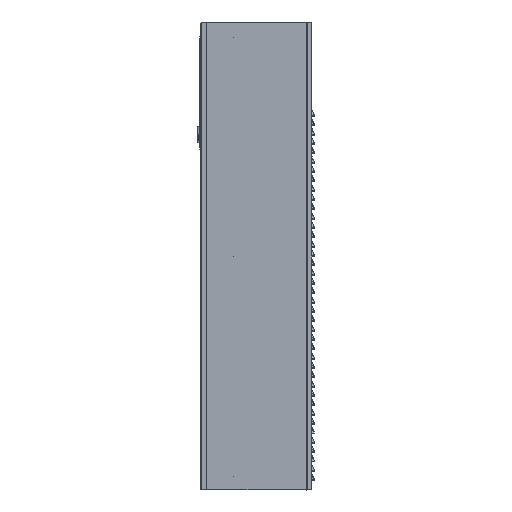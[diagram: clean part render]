
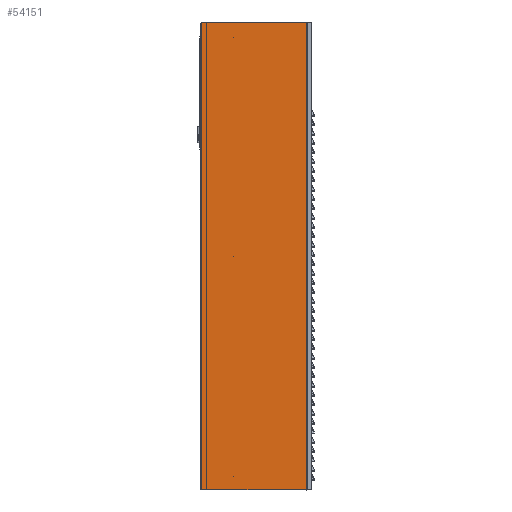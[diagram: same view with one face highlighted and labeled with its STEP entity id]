
A CAD part, left-side view. The second image highlights one B-rep face of the part: STEP entity #54151.
In plain terms, the highlighted planar face has unit normal (1, 0, 0).
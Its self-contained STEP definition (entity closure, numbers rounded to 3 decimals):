
#54151=ADVANCED_FACE('',(#62977,#61061,#61062,#61063),#209064,.T.);
#61061=FACE_BOUND('',#71054,.T.);
#61062=FACE_BOUND('',#71055,.T.);
#61063=FACE_BOUND('',#71056,.T.);
#62977=FACE_OUTER_BOUND('',#71053,.T.);
#71053=EDGE_LOOP('',(#86790,#86791,#86792,#86793));
#71054=EDGE_LOOP('',(#86794));
#71055=EDGE_LOOP('',(#86795));
#71056=EDGE_LOOP('',(#86796));
#86790=ORIENTED_EDGE('',*,*,#121947,.T.);
#86791=ORIENTED_EDGE('',*,*,#121948,.T.);
#86792=ORIENTED_EDGE('',*,*,#121949,.T.);
#86793=ORIENTED_EDGE('',*,*,#121950,.T.);
#86794=ORIENTED_EDGE('',*,*,#121951,.F.);
#86795=ORIENTED_EDGE('',*,*,#121952,.F.);
#86796=ORIENTED_EDGE('',*,*,#121953,.F.);
#121947=EDGE_CURVE('',#182783,#182784,#156291,.T.);
#121948=EDGE_CURVE('',#182784,#182785,#156292,.T.);
#121949=EDGE_CURVE('',#182785,#182786,#156293,.T.);
#121950=EDGE_CURVE('',#182786,#182783,#156294,.T.);
#121951=EDGE_CURVE('',#182787,#182787,#148397,.T.);
#121952=EDGE_CURVE('',#182788,#182788,#148398,.T.);
#121953=EDGE_CURVE('',#182789,#182789,#148399,.T.);
#148397=(
BOUNDED_CURVE()
B_SPLINE_CURVE(3,(#247753,#247754,#247755,#247756,#247757,#247758,#247759,
#247760,#247761,#247762,#247763,#247764,#247765,#247766,#247767,#247768,
#247769,#247770,#247771),.UNSPECIFIED.,.T.,.F.)
B_SPLINE_CURVE_WITH_KNOTS((4,3,3,3,3,3,4),(0.,2.,9.852,
17.703,19.703,27.555,35.407),
 .UNSPECIFIED.)
CURVE()
GEOMETRIC_REPRESENTATION_ITEM()
RATIONAL_B_SPLINE_CURVE((1.,1.,1.,1.,0.805,0.805,
1.,0.805,0.805,1.,1.,1.,1.,0.805,0.805,
1.,0.805,0.805,1.))
REPRESENTATION_ITEM('')
);
#148398=(
BOUNDED_CURVE()
B_SPLINE_CURVE(3,(#247772,#247773,#247774,#247775,#247776,#247777,#247778,
#247779,#247780,#247781,#247782,#247783,#247784,#247785,#247786,#247787,
#247788,#247789,#247790),.UNSPECIFIED.,.T.,.F.)
B_SPLINE_CURVE_WITH_KNOTS((4,3,3,3,3,3,4),(0.,2.,9.852,
17.703,19.703,27.555,35.407),
 .UNSPECIFIED.)
CURVE()
GEOMETRIC_REPRESENTATION_ITEM()
RATIONAL_B_SPLINE_CURVE((1.,1.,1.,1.,0.805,0.805,
1.,0.805,0.805,1.,1.,1.,1.,0.805,0.805,
1.,0.805,0.805,1.))
REPRESENTATION_ITEM('')
);
#148399=(
BOUNDED_CURVE()
B_SPLINE_CURVE(3,(#247791,#247792,#247793,#247794,#247795,#247796,#247797,
#247798,#247799,#247800,#247801,#247802,#247803,#247804,#247805,#247806,
#247807,#247808,#247809),.UNSPECIFIED.,.T.,.F.)
B_SPLINE_CURVE_WITH_KNOTS((4,3,3,3,3,3,4),(0.,2.,9.852,
17.703,19.703,27.555,35.407),
 .UNSPECIFIED.)
CURVE()
GEOMETRIC_REPRESENTATION_ITEM()
RATIONAL_B_SPLINE_CURVE((1.,1.,1.,1.,0.805,0.805,
1.,0.805,0.805,1.,1.,1.,1.,0.805,0.805,
1.,0.805,0.805,1.))
REPRESENTATION_ITEM('')
);
#156291=B_SPLINE_CURVE_WITH_KNOTS('',1,(#247745,#247746),.UNSPECIFIED.,
 .F.,.F.,(2,2),(0.,224.172),.UNSPECIFIED.);
#156292=B_SPLINE_CURVE_WITH_KNOTS('',1,(#247747,#247748),.UNSPECIFIED.,
 .F.,.F.,(2,2),(0.,796.05),.UNSPECIFIED.);
#156293=B_SPLINE_CURVE_WITH_KNOTS('',1,(#247749,#247750),.UNSPECIFIED.,
 .F.,.F.,(2,2),(0.,224.172),.UNSPECIFIED.);
#156294=B_SPLINE_CURVE_WITH_KNOTS('',1,(#247751,#247752),.UNSPECIFIED.,
 .F.,.F.,(2,2),(0.,796.05),.UNSPECIFIED.);
#182783=VERTEX_POINT('',#247738);
#182784=VERTEX_POINT('',#247739);
#182785=VERTEX_POINT('',#247740);
#182786=VERTEX_POINT('',#247741);
#182787=VERTEX_POINT('',#247742);
#182788=VERTEX_POINT('',#247743);
#182789=VERTEX_POINT('',#247744);
#209064=PLANE('',#214108);
#214108=AXIS2_PLACEMENT_3D('',#247737,#219137,$);
#219137=DIRECTION('',(1.,0.,0.));
#247737=CARTESIAN_POINT('',(-2.5,222.25,1000.));
#247738=CARTESIAN_POINT('',(-2.5,222.25,1000.));
#247739=CARTESIAN_POINT('',(-2.5,-1.922,1000.));
#247740=CARTESIAN_POINT('',(-2.5,-1.922,0.));
#247741=CARTESIAN_POINT('',(-2.5,222.25,0.));
#247742=CARTESIAN_POINT('',(-2.5,153.249,969.));
#247743=CARTESIAN_POINT('',(-2.5,153.249,499.));
#247744=CARTESIAN_POINT('',(-2.5,153.249,29.));
#247745=CARTESIAN_POINT('',(-2.5,222.25,1000.));
#247746=CARTESIAN_POINT('',(-2.5,-1.922,1000.));
#247747=CARTESIAN_POINT('',(-2.5,-1.922,1000.));
#247748=CARTESIAN_POINT('',(-2.5,-1.922,0.));
#247749=CARTESIAN_POINT('',(-2.5,-1.922,0.));
#247750=CARTESIAN_POINT('',(-2.5,222.25,0.));
#247751=CARTESIAN_POINT('',(-2.5,222.25,0.));
#247752=CARTESIAN_POINT('',(-2.5,222.25,1000.));
#247753=CARTESIAN_POINT('',(-2.5,153.249,969.));
#247754=CARTESIAN_POINT('',(-2.5,153.249,969.667));
#247755=CARTESIAN_POINT('',(-2.5,153.249,970.333));
#247756=CARTESIAN_POINT('',(-2.5,153.249,971.));
#247757=CARTESIAN_POINT('',(-2.5,153.249,973.929));
#247758=CARTESIAN_POINT('',(-2.5,151.178,976.));
#247759=CARTESIAN_POINT('',(-2.5,148.249,976.));
#247760=CARTESIAN_POINT('',(-2.5,145.32,976.));
#247761=CARTESIAN_POINT('',(-2.5,143.249,973.929));
#247762=CARTESIAN_POINT('',(-2.5,143.249,971.));
#247763=CARTESIAN_POINT('',(-2.5,143.249,970.333));
#247764=CARTESIAN_POINT('',(-2.5,143.249,969.667));
#247765=CARTESIAN_POINT('',(-2.5,143.249,969.));
#247766=CARTESIAN_POINT('',(-2.5,143.249,966.071));
#247767=CARTESIAN_POINT('',(-2.5,145.32,964.));
#247768=CARTESIAN_POINT('',(-2.5,148.249,964.));
#247769=CARTESIAN_POINT('',(-2.5,151.178,964.));
#247770=CARTESIAN_POINT('',(-2.5,153.249,966.071));
#247771=CARTESIAN_POINT('',(-2.5,153.249,969.));
#247772=CARTESIAN_POINT('',(-2.5,153.249,499.));
#247773=CARTESIAN_POINT('',(-2.5,153.249,499.667));
#247774=CARTESIAN_POINT('',(-2.5,153.249,500.333));
#247775=CARTESIAN_POINT('',(-2.5,153.249,501.));
#247776=CARTESIAN_POINT('',(-2.5,153.249,503.929));
#247777=CARTESIAN_POINT('',(-2.5,151.178,506.));
#247778=CARTESIAN_POINT('',(-2.5,148.249,506.));
#247779=CARTESIAN_POINT('',(-2.5,145.32,506.));
#247780=CARTESIAN_POINT('',(-2.5,143.249,503.929));
#247781=CARTESIAN_POINT('',(-2.5,143.249,501.));
#247782=CARTESIAN_POINT('',(-2.5,143.249,500.333));
#247783=CARTESIAN_POINT('',(-2.5,143.249,499.667));
#247784=CARTESIAN_POINT('',(-2.5,143.249,499.));
#247785=CARTESIAN_POINT('',(-2.5,143.249,496.071));
#247786=CARTESIAN_POINT('',(-2.5,145.32,494.));
#247787=CARTESIAN_POINT('',(-2.5,148.249,494.));
#247788=CARTESIAN_POINT('',(-2.5,151.178,494.));
#247789=CARTESIAN_POINT('',(-2.5,153.249,496.071));
#247790=CARTESIAN_POINT('',(-2.5,153.249,499.));
#247791=CARTESIAN_POINT('',(-2.5,153.249,29.));
#247792=CARTESIAN_POINT('',(-2.5,153.249,29.667));
#247793=CARTESIAN_POINT('',(-2.5,153.249,30.333));
#247794=CARTESIAN_POINT('',(-2.5,153.249,31.));
#247795=CARTESIAN_POINT('',(-2.5,153.249,33.929));
#247796=CARTESIAN_POINT('',(-2.5,151.178,36.));
#247797=CARTESIAN_POINT('',(-2.5,148.249,36.));
#247798=CARTESIAN_POINT('',(-2.5,145.32,36.));
#247799=CARTESIAN_POINT('',(-2.5,143.249,33.929));
#247800=CARTESIAN_POINT('',(-2.5,143.249,31.));
#247801=CARTESIAN_POINT('',(-2.5,143.249,30.333));
#247802=CARTESIAN_POINT('',(-2.5,143.249,29.667));
#247803=CARTESIAN_POINT('',(-2.5,143.249,29.));
#247804=CARTESIAN_POINT('',(-2.5,143.249,26.071));
#247805=CARTESIAN_POINT('',(-2.5,145.32,24.));
#247806=CARTESIAN_POINT('',(-2.5,148.249,24.));
#247807=CARTESIAN_POINT('',(-2.5,151.178,24.));
#247808=CARTESIAN_POINT('',(-2.5,153.249,26.071));
#247809=CARTESIAN_POINT('',(-2.5,153.249,29.));
